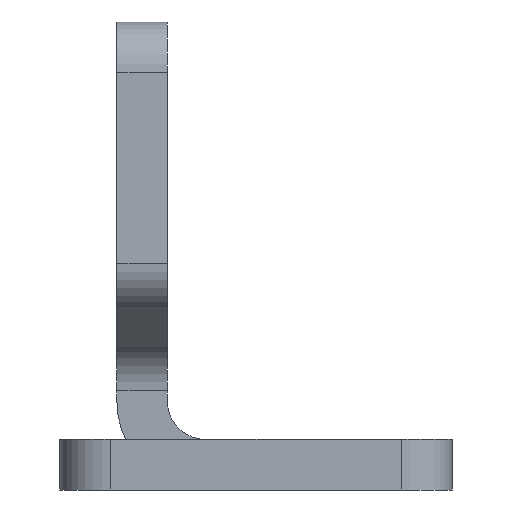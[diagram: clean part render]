
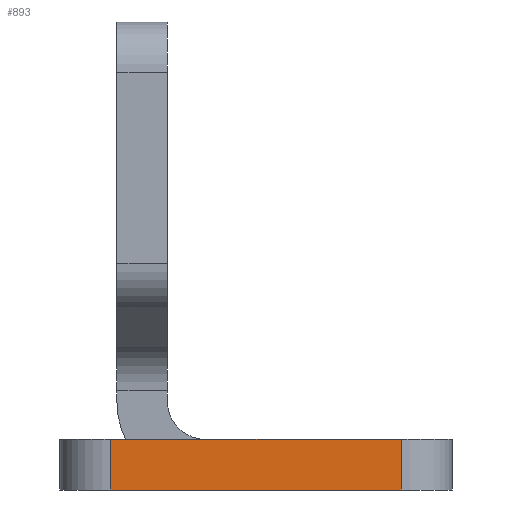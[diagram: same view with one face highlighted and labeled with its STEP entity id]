
A CAD part, left-side view. The second image highlights one B-rep face of the part: STEP entity #893.
In plain terms, the highlighted planar face has unit normal (-1, 0, 0).
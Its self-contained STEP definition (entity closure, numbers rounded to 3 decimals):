
#88 = VERTEX_POINT ( 'NONE', #1308 ) ;
#91 = CARTESIAN_POINT ( 'NONE',  ( -37.5, -22.5, -27.5 ) ) ;
#158 = DIRECTION ( 'NONE',  ( 0., 0., -1. ) ) ;
#207 = ORIENTED_EDGE ( 'NONE', *, *, #575, .F. ) ;
#208 = AXIS2_PLACEMENT_3D ( 'NONE', #1844, #1046, #428 ) ;
#218 = VECTOR ( 'NONE', #798, 1000. ) ;
#243 = ORIENTED_EDGE ( 'NONE', *, *, #1691, .T. ) ;
#391 = EDGE_LOOP ( 'NONE', ( #1770, #207, #243, #1999 ) ) ;
#428 = DIRECTION ( 'NONE',  ( 0., 0., -1. ) ) ;
#575 = EDGE_CURVE ( 'NONE', #88, #1912, #1782, .T. ) ;
#781 = CARTESIAN_POINT ( 'NONE',  ( -37.5, -22.5, -27.5 ) ) ;
#796 = CARTESIAN_POINT ( 'NONE',  ( -37.5, 0.5, -23.5 ) ) ;
#798 = DIRECTION ( 'NONE',  ( 0., 0., 1. ) ) ;
#824 = DIRECTION ( 'NONE',  ( 0., -1., 0. ) ) ;
#825 = VECTOR ( 'NONE', #158, 1000. ) ;
#893 = ADVANCED_FACE ( 'NONE', ( #1729 ), #1064, .F. ) ;
#994 = EDGE_CURVE ( 'NONE', #1912, #1492, #1249, .T. ) ;
#999 = CARTESIAN_POINT ( 'NONE',  ( -37.5, -11., -27.5 ) ) ;
#1001 = LINE ( 'NONE', #999, #1965 ) ;
#1046 = DIRECTION ( 'NONE',  ( 1., 0., 0. ) ) ;
#1064 = PLANE ( 'NONE',  #208 ) ;
#1145 = LINE ( 'NONE', #781, #825 ) ;
#1249 = LINE ( 'NONE', #1580, #1755 ) ;
#1308 = CARTESIAN_POINT ( 'NONE',  ( -37.5, 0.5, -27.5 ) ) ;
#1429 = DIRECTION ( 'NONE',  ( 0., -1., 0. ) ) ;
#1492 = VERTEX_POINT ( 'NONE', #1605 ) ;
#1580 = CARTESIAN_POINT ( 'NONE',  ( -37.5, -11., -23.5 ) ) ;
#1605 = CARTESIAN_POINT ( 'NONE',  ( -37.5, -22.5, -23.5 ) ) ;
#1691 = EDGE_CURVE ( 'NONE', #88, #1713, #1001, .T. ) ;
#1713 = VERTEX_POINT ( 'NONE', #91 ) ;
#1729 = FACE_OUTER_BOUND ( 'NONE', #391, .T. ) ;
#1755 = VECTOR ( 'NONE', #1429, 1000. ) ;
#1770 = ORIENTED_EDGE ( 'NONE', *, *, #994, .F. ) ;
#1773 = CARTESIAN_POINT ( 'NONE',  ( -37.5, 0.5, -25.5 ) ) ;
#1782 = LINE ( 'NONE', #1773, #218 ) ;
#1844 = CARTESIAN_POINT ( 'NONE',  ( -37.5, -11., -25.5 ) ) ;
#1912 = VERTEX_POINT ( 'NONE', #796 ) ;
#1925 = EDGE_CURVE ( 'NONE', #1492, #1713, #1145, .T. ) ;
#1965 = VECTOR ( 'NONE', #824, 1000. ) ;
#1999 = ORIENTED_EDGE ( 'NONE', *, *, #1925, .F. ) ;
